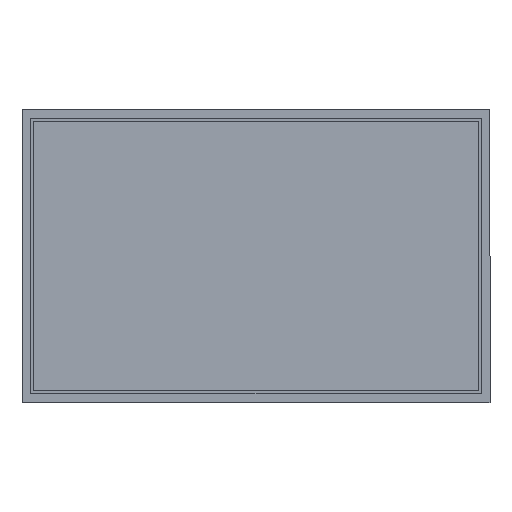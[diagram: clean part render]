
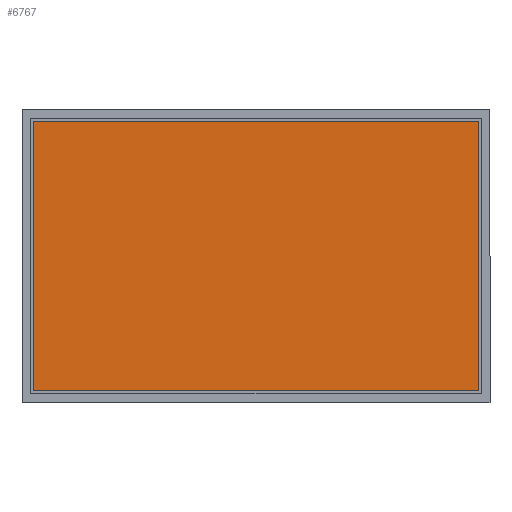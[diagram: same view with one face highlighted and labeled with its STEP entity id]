
A CAD part, top view. The second image highlights one B-rep face of the part: STEP entity #6767.
In plain terms, the highlighted planar face has unit normal (0, 0, 1).
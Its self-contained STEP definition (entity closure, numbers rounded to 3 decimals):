
#261 = CARTESIAN_POINT ( 'NONE',  ( -30.319, 22.519, 7. ) ) ;
#431 = DIRECTION ( 'NONE',  ( 1., 0., 0. ) ) ;
#468 = CARTESIAN_POINT ( 'NONE',  ( 45.931, 22.519, 7. ) ) ;
#647 = EDGE_CURVE ( 'NONE', #11743, #10444, #7772, .T. ) ;
#971 = LINE ( 'NONE', #5001, #10930 ) ;
#1017 = CARTESIAN_POINT ( 'NONE',  ( -30.319, 22.519, 7. ) ) ;
#1289 = EDGE_CURVE ( 'NONE', #8151, #4399, #971, .T. ) ;
#1315 = ORIENTED_EDGE ( 'NONE', *, *, #2381, .T. ) ;
#1555 = VECTOR ( 'NONE', #11524, 1000. ) ;
#1779 = ORIENTED_EDGE ( 'NONE', *, *, #647, .T. ) ;
#1895 = VECTOR ( 'NONE', #2230, 1000. ) ;
#2230 = DIRECTION ( 'NONE',  ( 0., -1., 0. ) ) ;
#2381 = EDGE_CURVE ( 'NONE', #4399, #11743, #6674, .T. ) ;
#2754 = DIRECTION ( 'NONE',  ( 1., 0., 0. ) ) ;
#3009 = FACE_OUTER_BOUND ( 'NONE', #3639, .T. ) ;
#3639 = EDGE_LOOP ( 'NONE', ( #6498, #1315, #1779, #3675 ) ) ;
#3675 = ORIENTED_EDGE ( 'NONE', *, *, #10378, .T. ) ;
#3860 = VECTOR ( 'NONE', #2754, 1000. ) ;
#4003 = DIRECTION ( 'NONE',  ( 0., 1., 0. ) ) ;
#4399 = VERTEX_POINT ( 'NONE', #468 ) ;
#5001 = CARTESIAN_POINT ( 'NONE',  ( 45.931, 22.519, 7. ) ) ;
#5462 = AXIS2_PLACEMENT_3D ( 'NONE', #6224, #10143, #431 ) ;
#6224 = CARTESIAN_POINT ( 'NONE',  ( 0., 0., 7. ) ) ;
#6498 = ORIENTED_EDGE ( 'NONE', *, *, #1289, .T. ) ;
#6674 = LINE ( 'NONE', #10536, #1555 ) ;
#6714 = CARTESIAN_POINT ( 'NONE',  ( -30.319, -23.732, 7. ) ) ;
#6767 = ADVANCED_FACE ( 'NONE', ( #3009 ), #11883, .T. ) ;
#7772 = LINE ( 'NONE', #261, #1895 ) ;
#8151 = VERTEX_POINT ( 'NONE', #10978 ) ;
#8817 = LINE ( 'NONE', #10312, #3860 ) ;
#10143 = DIRECTION ( 'NONE',  ( 0., 0., 1. ) ) ;
#10312 = CARTESIAN_POINT ( 'NONE',  ( -30.319, -23.732, 7. ) ) ;
#10378 = EDGE_CURVE ( 'NONE', #10444, #8151, #8817, .T. ) ;
#10444 = VERTEX_POINT ( 'NONE', #6714 ) ;
#10536 = CARTESIAN_POINT ( 'NONE',  ( -30.319, 22.519, 7. ) ) ;
#10930 = VECTOR ( 'NONE', #4003, 1000. ) ;
#10978 = CARTESIAN_POINT ( 'NONE',  ( 45.931, -23.732, 7. ) ) ;
#11524 = DIRECTION ( 'NONE',  ( -1., 0., 0. ) ) ;
#11743 = VERTEX_POINT ( 'NONE', #1017 ) ;
#11883 = PLANE ( 'NONE',  #5462 ) ;
